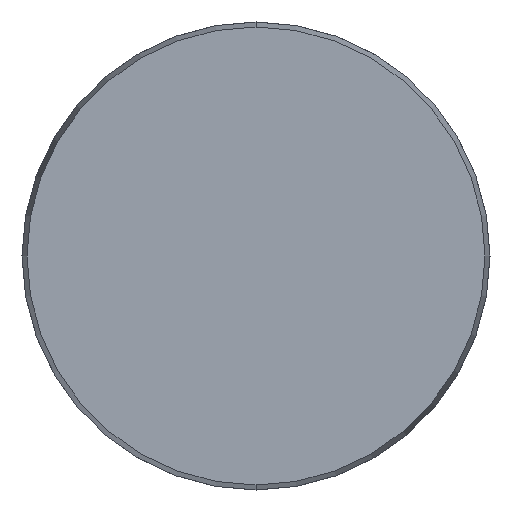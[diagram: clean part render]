
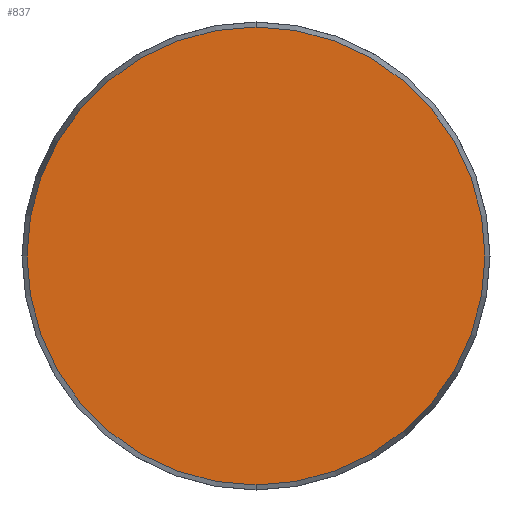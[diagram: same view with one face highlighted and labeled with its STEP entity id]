
A CAD part, front view. The second image highlights one B-rep face of the part: STEP entity #837.
In plain terms, the highlighted planar face has unit normal (0, -1, 0).
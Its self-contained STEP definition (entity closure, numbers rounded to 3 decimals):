
#21 = CIRCLE ( 'NONE', #671, 39.143 ) ;
#47 = CARTESIAN_POINT ( 'NONE',  ( 0., 0., -39.143 ) ) ;
#174 = DIRECTION ( 'NONE',  ( 0., -1., 0. ) ) ;
#190 = DIRECTION ( 'NONE',  ( 0., 1., 0. ) ) ;
#333 = EDGE_LOOP ( 'NONE', ( #553, #689 ) ) ;
#341 = AXIS2_PLACEMENT_3D ( 'NONE', #499, #625, #489 ) ;
#375 = PLANE ( 'NONE',  #394 ) ;
#394 = AXIS2_PLACEMENT_3D ( 'NONE', #780, #190, #455 ) ;
#422 = DIRECTION ( 'NONE',  ( 0., 0., -1. ) ) ;
#455 = DIRECTION ( 'NONE',  ( 0., 0., 1. ) ) ;
#463 = VERTEX_POINT ( 'NONE', #649 ) ;
#489 = DIRECTION ( 'NONE',  ( 0., 0., -1. ) ) ;
#499 = CARTESIAN_POINT ( 'NONE',  ( 0., 0., 0. ) ) ;
#516 = FACE_OUTER_BOUND ( 'NONE', #333, .T. ) ;
#553 = ORIENTED_EDGE ( 'NONE', *, *, #645, .T. ) ;
#625 = DIRECTION ( 'NONE',  ( 0., -1., 0. ) ) ;
#645 = EDGE_CURVE ( 'NONE', #463, #746, #768, .T. ) ;
#649 = CARTESIAN_POINT ( 'NONE',  ( 0., 0., 39.143 ) ) ;
#671 = AXIS2_PLACEMENT_3D ( 'NONE', #823, #174, #422 ) ;
#689 = ORIENTED_EDGE ( 'NONE', *, *, #721, .T. ) ;
#721 = EDGE_CURVE ( 'NONE', #746, #463, #21, .T. ) ;
#746 = VERTEX_POINT ( 'NONE', #47 ) ;
#768 = CIRCLE ( 'NONE', #341, 39.143 ) ;
#780 = CARTESIAN_POINT ( 'NONE',  ( -39.143, 0., 0. ) ) ;
#823 = CARTESIAN_POINT ( 'NONE',  ( 0., 0., 0. ) ) ;
#837 = ADVANCED_FACE ( 'NONE', ( #516 ), #375, .F. ) ;
